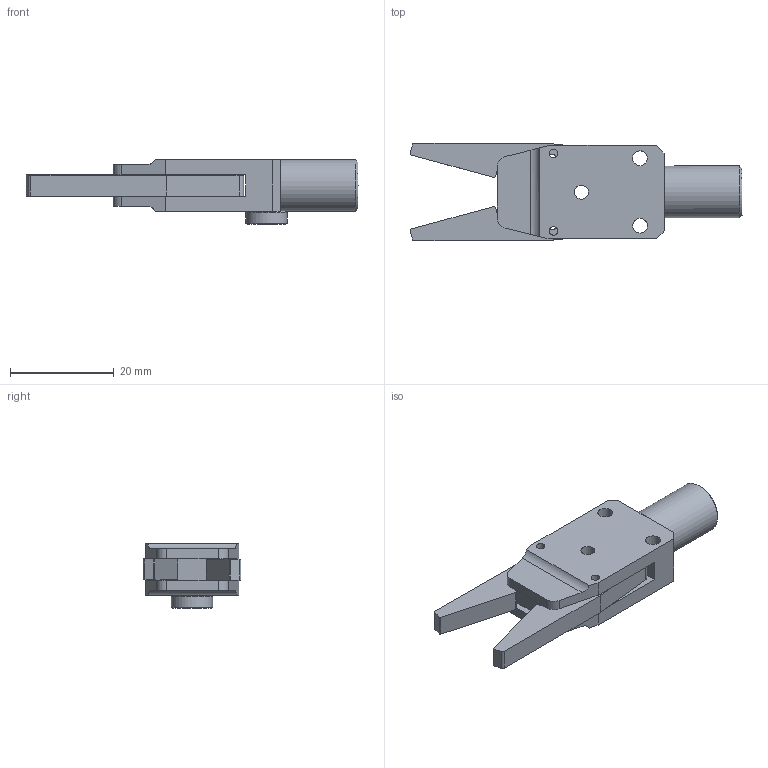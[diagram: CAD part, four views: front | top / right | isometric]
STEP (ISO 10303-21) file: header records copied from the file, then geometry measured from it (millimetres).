
FILE_DESCRIPTION(('STEP AP214'),'1');
FILE_NAME('CA.GZA.10.08.LL.stp','2017-12-15T11:24:25',(' '),(' '),'Spatial InterOp 3D',' ',' ');
FILE_SCHEMA(('AUTOMOTIVE_DESIGN { 1 0 10303 214 1 1 1 1 }'));
Length unit declared in the file: millimetre
Products named in the file (4): GZA.10.08.1; CA.08.14.013; GZA.10.08.3.L
Assembly tree (4 placements, depth 2):
  (unnamed)
    GZA.10.08.1
    CA.08.14.013
    GZA.10.08.3.L  x2
Bounding box: 64.02 x 18.88 x 12.5 mm (x, y, z)
Volume: 6339.4 mm3; surface area: 5231.5 mm2
Topology: 4 solids, 4 shells, 122 faces, 312 edges, 201 vertices
Faces by surface type: plane 74, cylinder 39, cone 8, torus 1
Full cylindrical faces by diameter (mm): 1.65 x4, 1.73 x2, 2.05 x1, 2.6 x1, 2.7 x2, 2.85 x2, 3.8 x1, 4.2 x3, 5 x1, 8 x1, 10 x1
Entity records: 3962 total; most frequent: CARTESIAN_POINT 641, DIRECTION 510, ORIENTED_EDGE 444, EDGE_CURVE 222, AXIS2_PLACEMENT_3D 188, EDGE_LOOP 157, VERTEX_POINT 156, LINE 134
